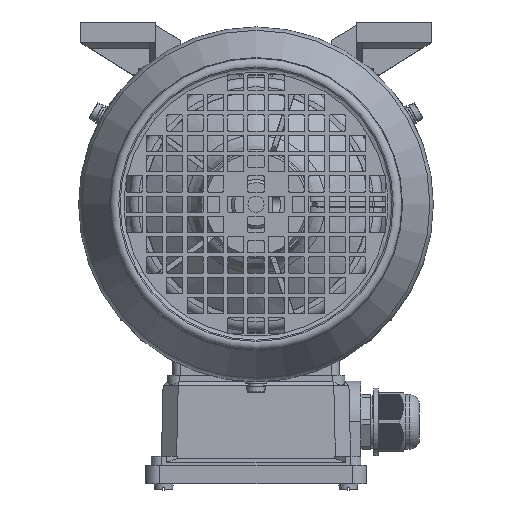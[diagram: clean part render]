
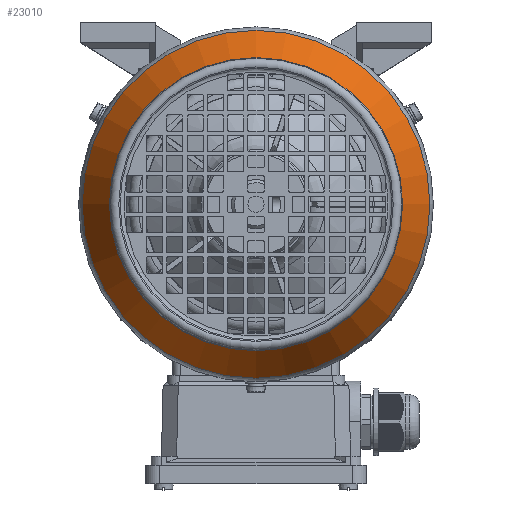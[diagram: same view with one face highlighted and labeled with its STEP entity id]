
A CAD part, top view. The second image highlights one B-rep face of the part: STEP entity #23010.
In plain terms, the highlighted conical face has half-angle 30 degrees and reference radius 85.758 mm.
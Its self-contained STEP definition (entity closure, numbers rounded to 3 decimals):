
#23010=ADVANCED_FACE('',(#29394,#29395),#27007,.T.);
#27007=CONICAL_SURFACE('',#83178,85.758,30.);
#29394=FACE_BOUND('',#31184,.T.);
#29395=FACE_BOUND('',#31185,.T.);
#31184=EDGE_LOOP('',(#38877));
#31185=EDGE_LOOP('',(#38878));
#38877=ORIENTED_EDGE('',*,*,#69308,.T.);
#38878=ORIENTED_EDGE('',*,*,#69307,.F.);
#60987=VERTEX_POINT('',#117831);
#60988=VERTEX_POINT('',#117834);
#69307=EDGE_CURVE('',#60987,#60987,#79857,.T.);
#69308=EDGE_CURVE('',#60988,#60988,#79858,.T.);
#79857=CIRCLE('',#83175,85.758);
#79858=CIRCLE('',#83177,72.283);
#83175=AXIS2_PLACEMENT_3D('',#117830,#92673,#92674);
#83177=AXIS2_PLACEMENT_3D('',#117833,#92677,#92678);
#83178=AXIS2_PLACEMENT_3D('',#117835,#92679,#92680);
#92673=DIRECTION('',(0.,0.,-1.));
#92674=DIRECTION('',(1.,0.,0.));
#92677=DIRECTION('',(0.,0.,-1.));
#92678=DIRECTION('',(1.,0.,0.));
#92679=DIRECTION('',(0.,0.,-1.));
#92680=DIRECTION('',(1.,0.,0.));
#117830=CARTESIAN_POINT('',(0.,0.,224.974));
#117831=CARTESIAN_POINT('',(85.758,0.,224.974));
#117833=CARTESIAN_POINT('',(0.,0.,248.313));
#117834=CARTESIAN_POINT('',(72.283,0.,248.313));
#117835=CARTESIAN_POINT('',(0.,0.,224.974));
